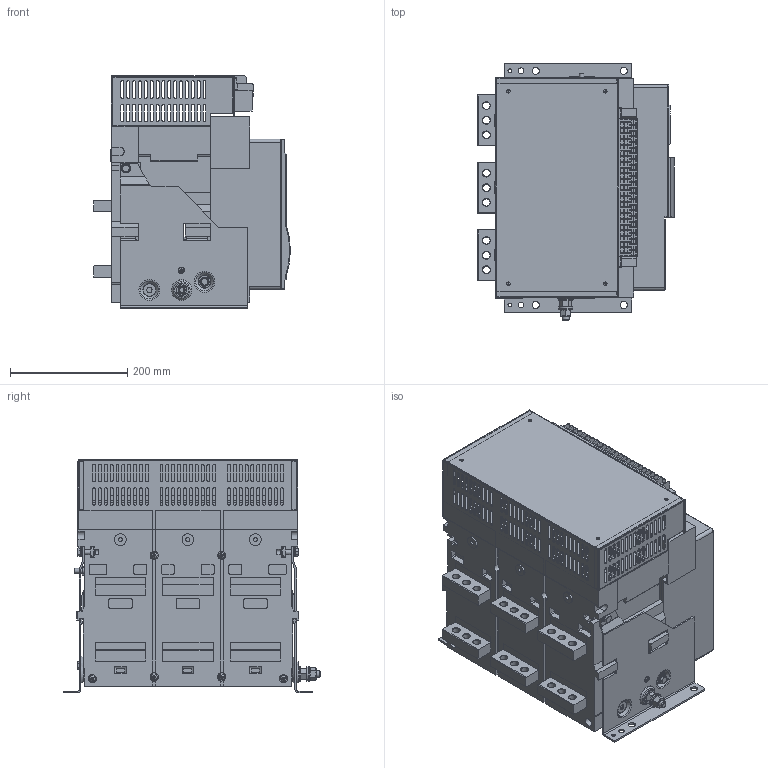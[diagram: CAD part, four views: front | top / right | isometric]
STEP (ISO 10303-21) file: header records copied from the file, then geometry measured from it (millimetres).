
FILE_DESCRIPTION(('STEP AP203'), '1');
FILE_NAME('14.01.03.1.000165 ESQ ﾂﾀ99-40B 3F M2C2S2 3H 2500ﾀ 璋韶浯隆', '', ('UNSPECIFIED'), ('UNSPECIFIED'), 'C3D Converter', 'C3D Toolkit', '');
FILE_SCHEMA(('CONFIG_CONTROL_DESIGN'));
Length unit declared in the file: millimetre
Products named in the file (1): 14.01.03.1.000165
Bounding box: 335.3 x 439 x 397.97 mm (x, y, z)
Volume: 7767182.2 mm3; surface area: 2170057.6 mm2
Topology: 110 solids, 110 shells, 2968 faces, 7692 edges, 5000 vertices
Faces by surface type: plane 2140, cylinder 632, cone 132, torus 33, bspline 17, sphere 14
Full cylindrical faces by diameter (mm): 4 x47, 4.134 x4, 6 x10, 6.5 x2, 6.647 x2, 7 x3, 8 x5, 8.8 x1, 9 x10, 9.5 x1, 10 x12, 10.5 x1, 10.647 x2, 11.2 x1, 12 x5, 12.5 x18, 13 x4, 13.8 x4, 14 x6, 14.7 x1, 16 x4, 19.8 x2, 20 x3, 24 x3
Entity records: 118003 total; most frequent: CARTESIAN_POINT 19913, ORIENTED_EDGE 14840, DIRECTION 14833, EDGE_CURVE 7420, LINE 5613, VECTOR 5613, VERTEX_POINT 5036, AXIS2_PLACEMENT_3D 4610
